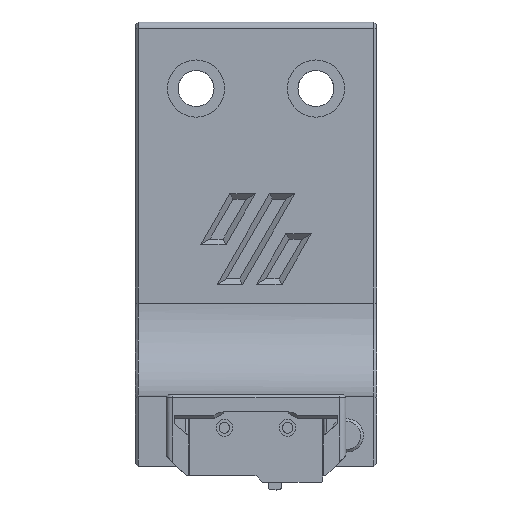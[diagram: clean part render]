
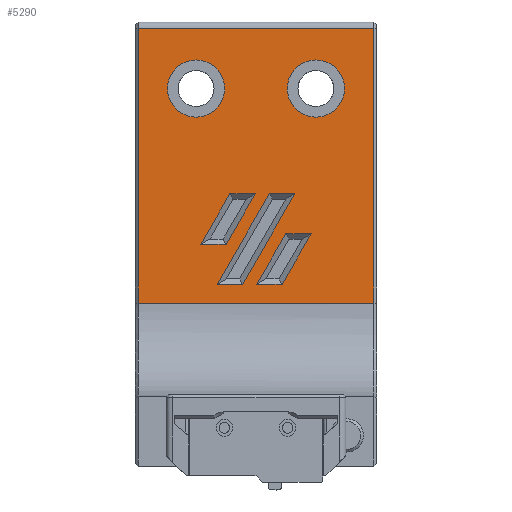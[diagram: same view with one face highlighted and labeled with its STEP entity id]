
A CAD part, front view. The second image highlights one B-rep face of the part: STEP entity #5290.
In plain terms, the highlighted planar face has unit normal (0, -1, 0).
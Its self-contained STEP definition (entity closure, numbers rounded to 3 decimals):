
#224=FACE_BOUND('',#968,.T.);
#225=FACE_BOUND('',#969,.T.);
#226=FACE_BOUND('',#970,.T.);
#227=FACE_BOUND('',#971,.T.);
#228=FACE_BOUND('',#972,.T.);
#366=PLANE('',#5866);
#649=FACE_OUTER_BOUND('',#967,.T.);
#967=EDGE_LOOP('',(#4615,#4616,#4617,#4618));
#968=EDGE_LOOP('',(#4619));
#969=EDGE_LOOP('',(#4620));
#970=EDGE_LOOP('',(#4621,#4622,#4623,#4624));
#971=EDGE_LOOP('',(#4625,#4626,#4627,#4628));
#972=EDGE_LOOP('',(#4629,#4630,#4631,#4632));
#1412=LINE('',#8990,#1942);
#1418=LINE('',#9001,#1948);
#1419=LINE('',#9004,#1949);
#1423=LINE('',#9010,#1953);
#1429=LINE('',#9024,#1959);
#1430=LINE('',#9026,#1960);
#1431=LINE('',#9028,#1961);
#1432=LINE('',#9029,#1962);
#1433=LINE('',#9032,#1963);
#1434=LINE('',#9034,#1964);
#1435=LINE('',#9036,#1965);
#1436=LINE('',#9037,#1966);
#1437=LINE('',#9040,#1967);
#1438=LINE('',#9042,#1968);
#1439=LINE('',#9044,#1969);
#1440=LINE('',#9045,#1970);
#1942=VECTOR('',#7019,10.);
#1948=VECTOR('',#7027,10.);
#1949=VECTOR('',#7030,10.);
#1953=VECTOR('',#7036,10.);
#1959=VECTOR('',#7048,10.);
#1960=VECTOR('',#7049,10.);
#1961=VECTOR('',#7050,10.);
#1962=VECTOR('',#7051,10.);
#1963=VECTOR('',#7052,10.);
#1964=VECTOR('',#7053,10.);
#1965=VECTOR('',#7054,10.);
#1966=VECTOR('',#7055,10.);
#1967=VECTOR('',#7056,10.);
#1968=VECTOR('',#7057,10.);
#1969=VECTOR('',#7058,10.);
#1970=VECTOR('',#7059,10.);
#2225=CIRCLE('',#5851,4.3);
#2228=CIRCLE('',#5856,4.3);
#2606=VERTEX_POINT('',#8970);
#2609=VERTEX_POINT('',#8979);
#2612=VERTEX_POINT('',#8988);
#2613=VERTEX_POINT('',#8989);
#2617=VERTEX_POINT('',#8999);
#2618=VERTEX_POINT('',#9003);
#2623=VERTEX_POINT('',#9022);
#2624=VERTEX_POINT('',#9023);
#2625=VERTEX_POINT('',#9025);
#2626=VERTEX_POINT('',#9027);
#2627=VERTEX_POINT('',#9030);
#2628=VERTEX_POINT('',#9031);
#2629=VERTEX_POINT('',#9033);
#2630=VERTEX_POINT('',#9035);
#2631=VERTEX_POINT('',#9038);
#2632=VERTEX_POINT('',#9039);
#2633=VERTEX_POINT('',#9041);
#2634=VERTEX_POINT('',#9043);
#3284=EDGE_CURVE('',#2606,#2606,#2225,.T.);
#3288=EDGE_CURVE('',#2609,#2609,#2228,.T.);
#3292=EDGE_CURVE('',#2612,#2613,#1412,.T.);
#3298=EDGE_CURVE('',#2617,#2612,#1418,.T.);
#3299=EDGE_CURVE('',#2613,#2618,#1419,.T.);
#3303=EDGE_CURVE('',#2618,#2617,#1423,.T.);
#3309=EDGE_CURVE('',#2623,#2624,#1429,.T.);
#3310=EDGE_CURVE('',#2625,#2623,#1430,.T.);
#3311=EDGE_CURVE('',#2626,#2625,#1431,.T.);
#3312=EDGE_CURVE('',#2624,#2626,#1432,.T.);
#3313=EDGE_CURVE('',#2627,#2628,#1433,.T.);
#3314=EDGE_CURVE('',#2629,#2627,#1434,.T.);
#3315=EDGE_CURVE('',#2630,#2629,#1435,.T.);
#3316=EDGE_CURVE('',#2628,#2630,#1436,.T.);
#3317=EDGE_CURVE('',#2631,#2632,#1437,.T.);
#3318=EDGE_CURVE('',#2633,#2631,#1438,.T.);
#3319=EDGE_CURVE('',#2634,#2633,#1439,.T.);
#3320=EDGE_CURVE('',#2632,#2634,#1440,.T.);
#4615=ORIENTED_EDGE('',*,*,#3309,.F.);
#4616=ORIENTED_EDGE('',*,*,#3310,.F.);
#4617=ORIENTED_EDGE('',*,*,#3311,.F.);
#4618=ORIENTED_EDGE('',*,*,#3312,.F.);
#4619=ORIENTED_EDGE('',*,*,#3284,.T.);
#4620=ORIENTED_EDGE('',*,*,#3288,.T.);
#4621=ORIENTED_EDGE('',*,*,#3313,.F.);
#4622=ORIENTED_EDGE('',*,*,#3314,.F.);
#4623=ORIENTED_EDGE('',*,*,#3315,.F.);
#4624=ORIENTED_EDGE('',*,*,#3316,.F.);
#4625=ORIENTED_EDGE('',*,*,#3317,.F.);
#4626=ORIENTED_EDGE('',*,*,#3318,.F.);
#4627=ORIENTED_EDGE('',*,*,#3319,.F.);
#4628=ORIENTED_EDGE('',*,*,#3320,.F.);
#4629=ORIENTED_EDGE('',*,*,#3292,.F.);
#4630=ORIENTED_EDGE('',*,*,#3298,.F.);
#4631=ORIENTED_EDGE('',*,*,#3303,.F.);
#4632=ORIENTED_EDGE('',*,*,#3299,.F.);
#5290=ADVANCED_FACE('',(#649,#224,#225,#226,#227,#228),#366,.T.);
#5851=AXIS2_PLACEMENT_3D('',#8971,#6997,#6998);
#5856=AXIS2_PLACEMENT_3D('',#8980,#7008,#7009);
#5866=AXIS2_PLACEMENT_3D('',#9021,#7046,#7047);
#6997=DIRECTION('center_axis',(0.,1.,0.));
#6998=DIRECTION('ref_axis',(1.,0.,0.));
#7008=DIRECTION('center_axis',(0.,1.,0.));
#7009=DIRECTION('ref_axis',(1.,0.,0.));
#7019=DIRECTION('',(0.5,0.,0.866));
#7027=DIRECTION('',(1.,0.,0.));
#7030=DIRECTION('',(-1.,0.,0.));
#7036=DIRECTION('',(-0.5,0.,-0.866));
#7046=DIRECTION('center_axis',(0.,-1.,0.));
#7047=DIRECTION('ref_axis',(-1.,0.,0.));
#7048=DIRECTION('',(-1.,0.,0.));
#7049=DIRECTION('',(0.,0.,-1.));
#7050=DIRECTION('',(1.,0.,0.));
#7051=DIRECTION('',(0.,0.,1.));
#7052=DIRECTION('',(0.5,0.,0.866));
#7053=DIRECTION('',(1.,0.,0.));
#7054=DIRECTION('',(-0.5,0.,-0.866));
#7055=DIRECTION('',(-1.,0.,0.));
#7056=DIRECTION('',(0.5,0.,0.866));
#7057=DIRECTION('',(1.,0.,0.));
#7058=DIRECTION('',(-0.5,0.,-0.866));
#7059=DIRECTION('',(-1.,0.,0.));
#8970=CARTESIAN_POINT('',(115.325,342.006,47.723));
#8971=CARTESIAN_POINT('Origin',(119.625,342.006,47.723));
#8979=CARTESIAN_POINT('',(133.325,342.006,47.723));
#8980=CARTESIAN_POINT('Origin',(137.625,342.006,47.723));
#8988=CARTESIAN_POINT('',(132.553,342.006,18.311));
#8989=CARTESIAN_POINT('',(136.941,342.006,25.911));
#8990=CARTESIAN_POINT('',(142.94,342.006,36.302));
#8999=CARTESIAN_POINT('',(128.726,342.006,18.311));
#9001=CARTESIAN_POINT('',(150.535,342.006,18.311));
#9003=CARTESIAN_POINT('',(133.114,342.006,25.911));
#9004=CARTESIAN_POINT('',(151.277,342.006,25.911));
#9010=CARTESIAN_POINT('',(138.091,342.006,34.531));
#9021=CARTESIAN_POINT('Origin',(168.977,342.006,36.723));
#9022=CARTESIAN_POINT('',(146.355,342.006,15.5));
#9023=CARTESIAN_POINT('',(110.9,342.006,15.5));
#9024=CARTESIAN_POINT('',(157.116,342.006,15.5));
#9025=CARTESIAN_POINT('',(146.355,342.006,56.723));
#9026=CARTESIAN_POINT('',(146.355,342.006,30.653));
#9027=CARTESIAN_POINT('',(110.9,342.006,56.723));
#9028=CARTESIAN_POINT('',(184.075,342.006,56.723));
#9029=CARTESIAN_POINT('',(110.9,342.006,30.653));
#9030=CARTESIAN_POINT('',(126.615,342.006,18.311));
#9031=CARTESIAN_POINT('',(134.467,342.006,31.911));
#9032=CARTESIAN_POINT('',(139.476,342.006,40.588));
#9033=CARTESIAN_POINT('',(122.788,342.006,18.311));
#9034=CARTESIAN_POINT('',(150.535,342.006,18.311));
#9035=CARTESIAN_POINT('',(130.64,342.006,31.911));
#9036=CARTESIAN_POINT('',(132.894,342.006,35.816));
#9037=CARTESIAN_POINT('',(147.07,342.006,31.911));
#9038=CARTESIAN_POINT('',(124.141,342.006,24.311));
#9039=CARTESIAN_POINT('',(128.529,342.006,31.911));
#9040=CARTESIAN_POINT('',(134.28,342.006,41.873));
#9041=CARTESIAN_POINT('',(120.314,342.006,24.311));
#9042=CARTESIAN_POINT('',(146.328,342.006,24.311));
#9043=CARTESIAN_POINT('',(124.702,342.006,31.911));
#9044=CARTESIAN_POINT('',(129.43,342.006,40.102));
#9045=CARTESIAN_POINT('',(147.07,342.006,31.911));
